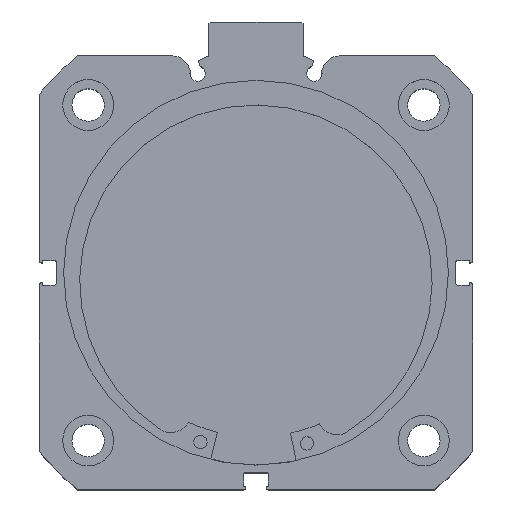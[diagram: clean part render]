
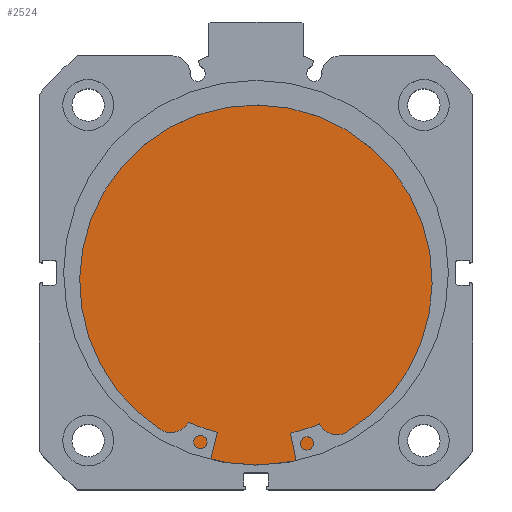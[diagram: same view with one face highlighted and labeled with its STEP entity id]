
A CAD part, top view. The second image highlights one B-rep face of the part: STEP entity #2524.
In plain terms, the highlighted face is planar.
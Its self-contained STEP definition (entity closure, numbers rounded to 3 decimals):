
#306 = CARTESIAN_POINT ( 'NONE',  ( 13., 0., 0. ) ) ;
#317 = DIRECTION ( 'NONE',  ( -1., 0., 0. ) ) ;
#323 = DIRECTION ( 'NONE',  ( 0., 0., 1. ) ) ;
#2092 = ORIENTED_EDGE ( 'NONE', *, *, #5844, .F. ) ;
#2093 = ORIENTED_EDGE ( 'NONE', *, *, #5675, .F. ) ;
#2524 = ADVANCED_FACE ( 'NONE', ( #6248 ), #4413, .F. ) ;
#2632 = EDGE_LOOP ( 'NONE', ( #2093, #2092 ) ) ;
#2760 = DIRECTION ( 'NONE',  ( 0., 0., 1. ) ) ;
#2766 = DIRECTION ( 'NONE',  ( -1., 0., 0. ) ) ;
#2767 = CARTESIAN_POINT ( 'NONE',  ( 13., 0., 0. ) ) ;
#3337 = AXIS2_PLACEMENT_3D ( 'NONE', #306, #317, #323 ) ;
#3430 = AXIS2_PLACEMENT_3D ( 'NONE', #2767, #2766, #2760 ) ;
#3494 = AXIS2_PLACEMENT_3D ( 'NONE', #4411, #4410, #4409 ) ;
#4102 = CARTESIAN_POINT ( 'NONE',  ( 13., 0., 51. ) ) ;
#4115 = CARTESIAN_POINT ( 'NONE',  ( 13., 0., -51. ) ) ;
#4409 = DIRECTION ( 'NONE',  ( 0., 0., 1. ) ) ;
#4410 = DIRECTION ( 'NONE',  ( -1., 0., 0. ) ) ;
#4411 = CARTESIAN_POINT ( 'NONE',  ( 13., 51., 0. ) ) ;
#4413 = PLANE ( 'NONE',  #3494 ) ;
#5007 = VERTEX_POINT ( 'NONE', #4102 ) ;
#5070 = VERTEX_POINT ( 'NONE', #4115 ) ;
#5675 = EDGE_CURVE ( 'NONE', #5007, #5070, #6461, .T. ) ;
#5844 = EDGE_CURVE ( 'NONE', #5070, #5007, #6768, .T. ) ;
#6248 = FACE_OUTER_BOUND ( 'NONE', #2632, .T. ) ;
#6461 = CIRCLE ( 'NONE', #3430, 51. ) ;
#6768 = CIRCLE ( 'NONE', #3337, 51. ) ;
